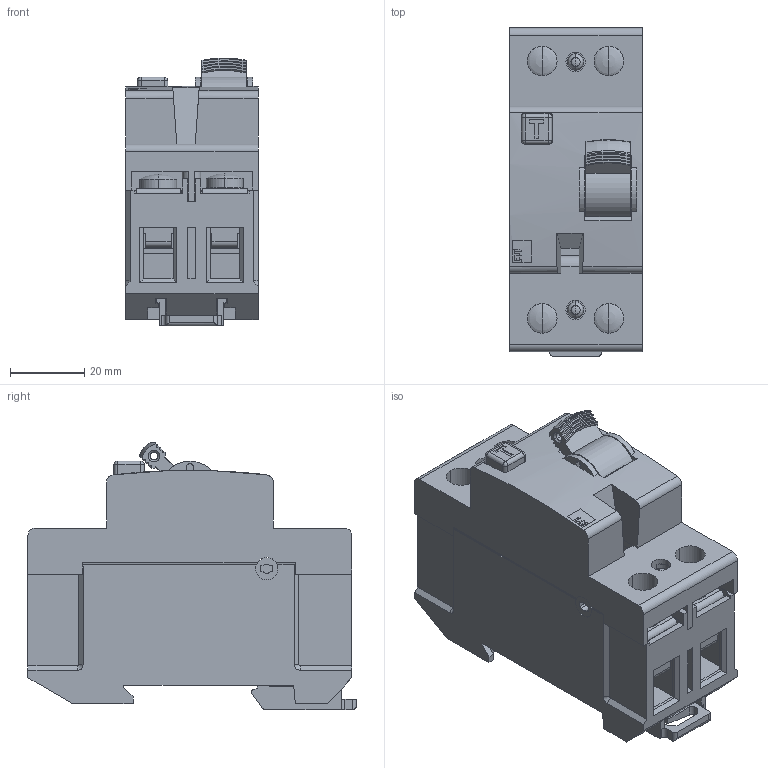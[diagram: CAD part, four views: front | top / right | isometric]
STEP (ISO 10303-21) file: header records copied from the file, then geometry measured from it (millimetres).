
FILE_DESCRIPTION((''),'2;1');
FILE_NAME('SESAV_NEFI_ETI_2P_ASM','2019-09-18T',('luka.skrinjar'),('Audax d.o.o.'),'CREO PARAMETRIC BY PTC INC, 2016050','CREO PARAMETRIC BY PTC INC, 2016050','');
FILE_SCHEMA(('AUTOMOTIVE_DESIGN { 1 0 10303 214 1 1 1 1 }'));
Length unit declared in the file: millimetre
Products named in the file (17): 0000052717; 0000051377; 0000000533; 0000000470; 0000051374_ASM; 0000051378; 0000051372_ASM; 0000059981; 0000052715; 0000014426; 0000058375; GRED_2P; 0000000069; 0000051191; NEFI_ETI_4P_ASM; ETI; SESAV_NEFI_ETI_2P_ASM
Assembly tree (24 placements, depth 4):
  SESAV_NEFI_ETI_2P_ASM
    NEFI_ETI_4P_ASM
      0000052717
      0000051374_ASM
        0000051377
        0000000533
        0000000470
      0000051372_ASM
        0000051378
        0000000533
        0000000470
      0000059981  x2
      0000000470  x2
      0000000533  x2
      0000052715
      0000014426
      0000058375  x2
      GRED_2P
      0000000069
      0000051191
    ETI
Bounding box: 35.85 x 88.65 x 72.35 mm (x, y, z)
Volume: 49813.8 mm3; surface area: 59119.3 mm2
Topology: 21 solids, 21 shells, 1139 faces, 3163 edges, 2052 vertices
Faces by surface type: plane 771, cylinder 265, cone 41, extrusion 29, sphere 16, torus 11, bspline 6
Entity records: 41421 total; most frequent: CARTESIAN_POINT 6200, ORIENTED_EDGE 4878, DIRECTION 4551, PRESENTATION_STYLE_ASSIGNMENT 3034, STYLED_ITEM 3013, CURVE_STYLE 2468, EDGE_CURVE 2439, VECTOR 1839
